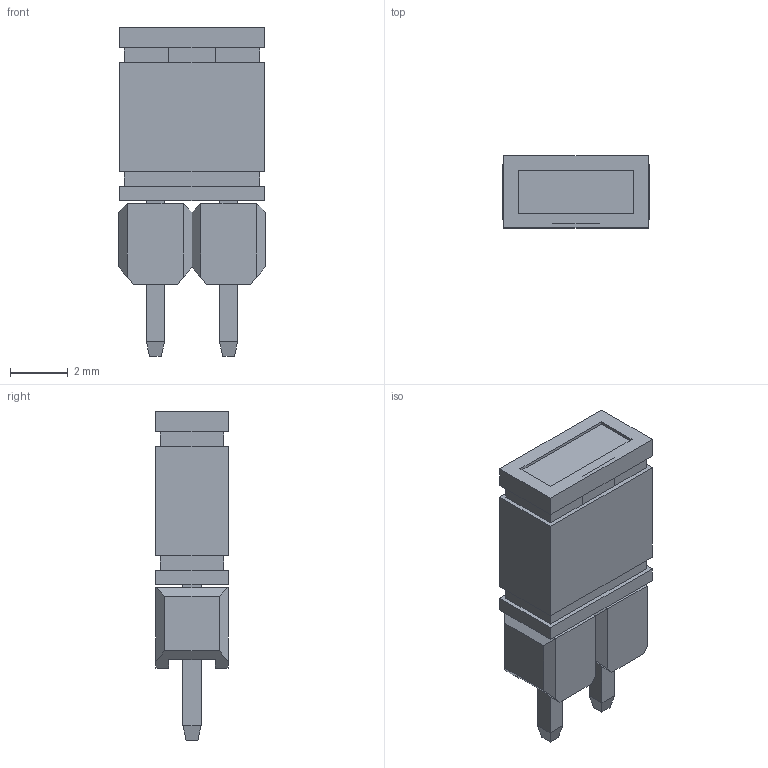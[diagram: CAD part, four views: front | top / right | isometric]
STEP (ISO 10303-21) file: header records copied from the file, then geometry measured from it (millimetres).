
FILE_DESCRIPTION(('FreeCAD Model'),'2;1');
FILE_NAME( 'MJC-60 black 2pins.step', '2020-05-18T10:47:33',('Author'),(''), 'Open CASCADE STEP processor 7.3','FreeCAD','Unknown');
FILE_SCHEMA(('AUTOMOTIVE_DESIGN { 1 0 10303 214 1 1 1 1 }'));
Length unit declared in the file: millimetre
Products named in the file (4): DS1027_2B_MJ_O_MJ_C_Jumpers_0_19; Export_plastic_jumper_body; Export_plastic_body; Export_pin_metal
Assembly tree (3 placements, depth 2):
  DS1027_2B_MJ_O_MJ_C_Jumpers_0_19
    Export_plastic_jumper_body
    Export_plastic_body
    Export_pin_metal
Bounding box: 5.08 x 2.5 x 11.4 mm (x, y, z)
Volume: 71.9 mm3; surface area: 322.8 mm2
Topology: 5 solids, 5 shells, 113 faces, 262 edges, 164 vertices
Faces by surface type: plane 96, bspline 16, cylinder 1
Entity records: 6593 total; most frequent: CARTESIAN_POINT 1159, DIRECTION 956, LINE 750, VECTOR 750, ORIENTED_EDGE 524, PCURVE 524, DEFINITIONAL_REPRESENTATION 524, EDGE_CURVE 262
